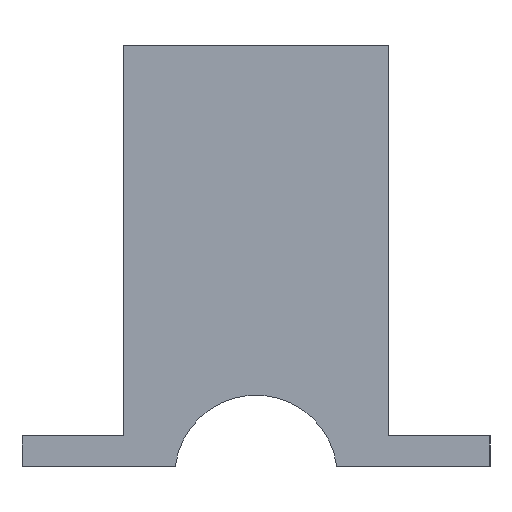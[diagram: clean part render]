
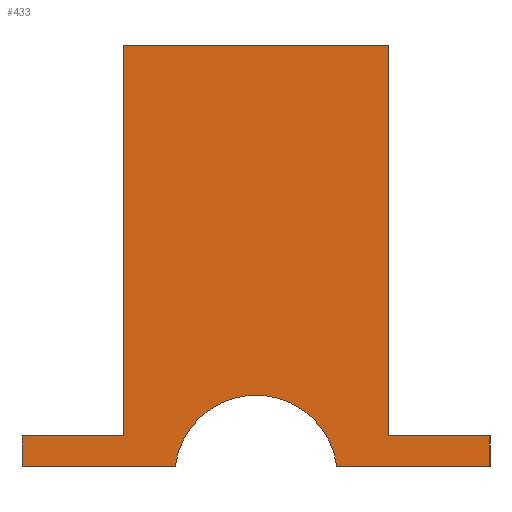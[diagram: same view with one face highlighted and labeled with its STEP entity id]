
A CAD part, left-side view. The second image highlights one B-rep face of the part: STEP entity #433.
In plain terms, the highlighted planar face has unit normal (-1, 0, 0).
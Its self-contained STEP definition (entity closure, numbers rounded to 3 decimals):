
#38=PLANE('',#493);
#61=FACE_OUTER_BOUND('',#92,.T.);
#92=EDGE_LOOP('',(#383,#384,#385,#386,#387,#388,#389,#390,#391,#392));
#103=LINE('',#647,#146);
#106=LINE('',#653,#149);
#110=LINE('',#662,#153);
#113=LINE('',#668,#156);
#115=LINE('',#672,#158);
#125=LINE('',#701,#168);
#134=LINE('',#722,#177);
#138=LINE('',#730,#181);
#139=LINE('',#731,#182);
#146=VECTOR('',#530,10.);
#149=VECTOR('',#535,10.);
#153=VECTOR('',#541,10.);
#156=VECTOR('',#546,10.);
#158=VECTOR('',#550,10.);
#168=VECTOR('',#578,10.);
#177=VECTOR('',#599,10.);
#181=VECTOR('',#609,10.);
#182=VECTOR('',#610,10.);
#195=CIRCLE('',#487,8.);
#207=VERTEX_POINT('',#644);
#208=VERTEX_POINT('',#646);
#210=VERTEX_POINT('',#652);
#213=VERTEX_POINT('',#659);
#214=VERTEX_POINT('',#661);
#216=VERTEX_POINT('',#667);
#217=VERTEX_POINT('',#671);
#227=VERTEX_POINT('',#698);
#230=VERTEX_POINT('',#709);
#232=VERTEX_POINT('',#712);
#249=EDGE_CURVE('',#208,#207,#103,.T.);
#252=EDGE_CURVE('',#210,#208,#106,.T.);
#256=EDGE_CURVE('',#214,#213,#110,.T.);
#259=EDGE_CURVE('',#216,#214,#113,.T.);
#261=EDGE_CURVE('',#210,#217,#115,.T.);
#275=EDGE_CURVE('',#227,#217,#125,.T.);
#280=EDGE_CURVE('',#232,#230,#195,.T.);
#286=EDGE_CURVE('',#232,#207,#134,.T.);
#290=EDGE_CURVE('',#216,#230,#138,.T.);
#291=EDGE_CURVE('',#213,#227,#139,.T.);
#383=ORIENTED_EDGE('',*,*,#280,.T.);
#384=ORIENTED_EDGE('',*,*,#290,.F.);
#385=ORIENTED_EDGE('',*,*,#259,.T.);
#386=ORIENTED_EDGE('',*,*,#256,.T.);
#387=ORIENTED_EDGE('',*,*,#291,.T.);
#388=ORIENTED_EDGE('',*,*,#275,.T.);
#389=ORIENTED_EDGE('',*,*,#261,.F.);
#390=ORIENTED_EDGE('',*,*,#252,.T.);
#391=ORIENTED_EDGE('',*,*,#249,.T.);
#392=ORIENTED_EDGE('',*,*,#286,.F.);
#433=ADVANCED_FACE('',(#61),#38,.T.);
#487=AXIS2_PLACEMENT_3D('',#713,#587,#588);
#493=AXIS2_PLACEMENT_3D('',#729,#607,#608);
#530=DIRECTION('',(0.,0.,-1.));
#535=DIRECTION('',(0.,1.,0.));
#541=DIRECTION('',(0.,1.,0.));
#546=DIRECTION('',(0.,0.,1.));
#550=DIRECTION('',(0.,0.,1.));
#578=DIRECTION('',(0.,1.,0.));
#587=DIRECTION('center_axis',(1.,0.,0.));
#588=DIRECTION('ref_axis',(0.,0.,1.));
#599=DIRECTION('',(0.,1.,0.));
#607=DIRECTION('center_axis',(-1.,0.,0.));
#608=DIRECTION('ref_axis',(0.,0.,1.));
#609=DIRECTION('',(0.,1.,0.));
#610=DIRECTION('',(0.,0.,1.));
#644=CARTESIAN_POINT('',(-49.497,36.,-28.213));
#646=CARTESIAN_POINT('',(-49.497,36.,-25.213));
#647=CARTESIAN_POINT('',(-49.497,36.,-25.213));
#652=CARTESIAN_POINT('',(-49.497,26.,-25.213));
#653=CARTESIAN_POINT('',(-49.497,26.,-25.213));
#659=CARTESIAN_POINT('',(-49.497,0.,-25.213));
#661=CARTESIAN_POINT('',(-49.497,-10.,-25.213));
#662=CARTESIAN_POINT('',(-49.497,-10.,-25.213));
#667=CARTESIAN_POINT('',(-49.497,-10.,-28.213));
#668=CARTESIAN_POINT('',(-49.497,-10.,-28.213));
#671=CARTESIAN_POINT('',(-49.497,26.,13.142));
#672=CARTESIAN_POINT('',(-49.497,26.,-29.213));
#698=CARTESIAN_POINT('',(-49.497,0.,13.142));
#701=CARTESIAN_POINT('',(-49.497,0.,13.142));
#709=CARTESIAN_POINT('',(-49.497,5.063,-28.213));
#712=CARTESIAN_POINT('',(-49.497,20.937,-28.213));
#713=CARTESIAN_POINT('Origin',(-49.497,13.,-29.213));
#722=CARTESIAN_POINT('',(-49.497,0.,-28.213));
#729=CARTESIAN_POINT('Origin',(-49.497,0.,-29.213));
#730=CARTESIAN_POINT('',(-49.497,0.,-28.213));
#731=CARTESIAN_POINT('',(-49.497,0.,-29.213));
